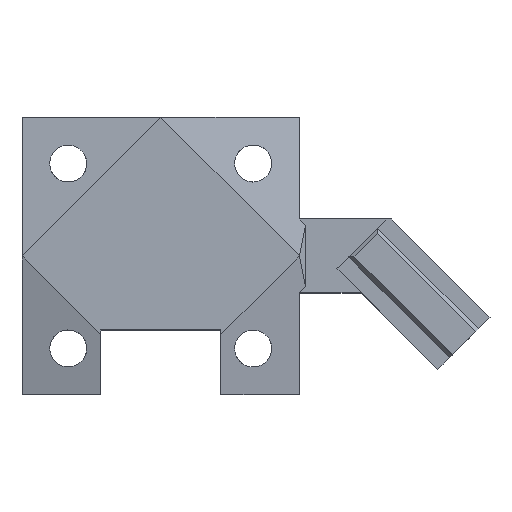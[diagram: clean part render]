
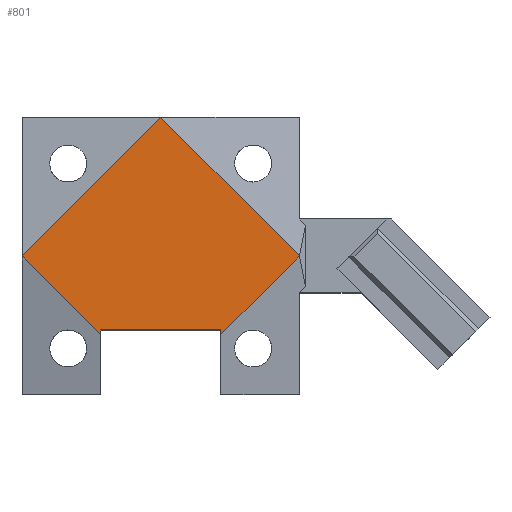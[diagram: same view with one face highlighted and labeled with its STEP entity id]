
A CAD part, top view. The second image highlights one B-rep face of the part: STEP entity #801.
In plain terms, the highlighted planar face has unit normal (0, 0, 1).
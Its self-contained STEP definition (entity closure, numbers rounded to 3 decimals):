
#63=FACE_OUTER_BOUND('',#107,.T.);
#107=EDGE_LOOP('',(#650,#651,#652,#653,#654,#655,#656));
#204=LINE('',#1240,#306);
#209=LINE('',#1252,#311);
#210=LINE('',#1254,#312);
#211=LINE('',#1256,#313);
#212=LINE('',#1257,#314);
#213=LINE('',#1259,#315);
#214=LINE('',#1260,#316);
#306=VECTOR('',#1009,10.);
#311=VECTOR('',#1018,10.);
#312=VECTOR('',#1019,10.);
#313=VECTOR('',#1020,10.);
#314=VECTOR('',#1021,10.);
#315=VECTOR('',#1022,10.);
#316=VECTOR('',#1023,10.);
#385=VERTEX_POINT('',#1237);
#386=VERTEX_POINT('',#1239);
#390=VERTEX_POINT('',#1250);
#391=VERTEX_POINT('',#1251);
#392=VERTEX_POINT('',#1253);
#393=VERTEX_POINT('',#1255);
#394=VERTEX_POINT('',#1258);
#478=EDGE_CURVE('',#385,#386,#204,.T.);
#483=EDGE_CURVE('',#390,#391,#209,.T.);
#484=EDGE_CURVE('',#392,#390,#210,.T.);
#485=EDGE_CURVE('',#393,#392,#211,.T.);
#486=EDGE_CURVE('',#386,#393,#212,.T.);
#487=EDGE_CURVE('',#394,#385,#213,.T.);
#488=EDGE_CURVE('',#391,#394,#214,.T.);
#650=ORIENTED_EDGE('',*,*,#483,.F.);
#651=ORIENTED_EDGE('',*,*,#484,.F.);
#652=ORIENTED_EDGE('',*,*,#485,.F.);
#653=ORIENTED_EDGE('',*,*,#486,.F.);
#654=ORIENTED_EDGE('',*,*,#478,.F.);
#655=ORIENTED_EDGE('',*,*,#487,.F.);
#656=ORIENTED_EDGE('',*,*,#488,.F.);
#762=PLANE('',#858);
#801=ADVANCED_FACE('',(#63),#762,.F.);
#858=AXIS2_PLACEMENT_3D('',#1249,#1016,#1017);
#1009=DIRECTION('',(0.,1.,0.));
#1016=DIRECTION('center_axis',(0.,0.,-1.));
#1017=DIRECTION('ref_axis',(0.,1.,0.));
#1018=DIRECTION('',(0.707,0.707,0.));
#1019=DIRECTION('',(-0.707,0.707,0.));
#1020=DIRECTION('',(0.,-1.,0.));
#1021=DIRECTION('',(-1.,0.,0.));
#1022=DIRECTION('',(-0.707,-0.707,0.));
#1023=DIRECTION('',(0.707,-0.707,0.));
#1237=CARTESIAN_POINT('',(6.5,-8.5,2.5));
#1239=CARTESIAN_POINT('',(6.5,-8.,2.5));
#1240=CARTESIAN_POINT('',(6.5,-13.5,2.5));
#1249=CARTESIAN_POINT('Origin',(-15.,-15.,2.5));
#1250=CARTESIAN_POINT('',(-15.,0.,2.5));
#1251=CARTESIAN_POINT('',(0.,15.,2.5));
#1252=CARTESIAN_POINT('',(-15.,0.,2.5));
#1253=CARTESIAN_POINT('',(-6.5,-8.5,2.5));
#1254=CARTESIAN_POINT('',(-7.5,-7.5,2.5));
#1255=CARTESIAN_POINT('',(-6.5,-8.,2.5));
#1256=CARTESIAN_POINT('',(-6.5,-11.5,2.5));
#1257=CARTESIAN_POINT('',(-4.25,-8.,2.5));
#1258=CARTESIAN_POINT('',(15.,0.,2.5));
#1259=CARTESIAN_POINT('',(0.,-15.,2.5));
#1260=CARTESIAN_POINT('',(7.5,7.5,2.5));
